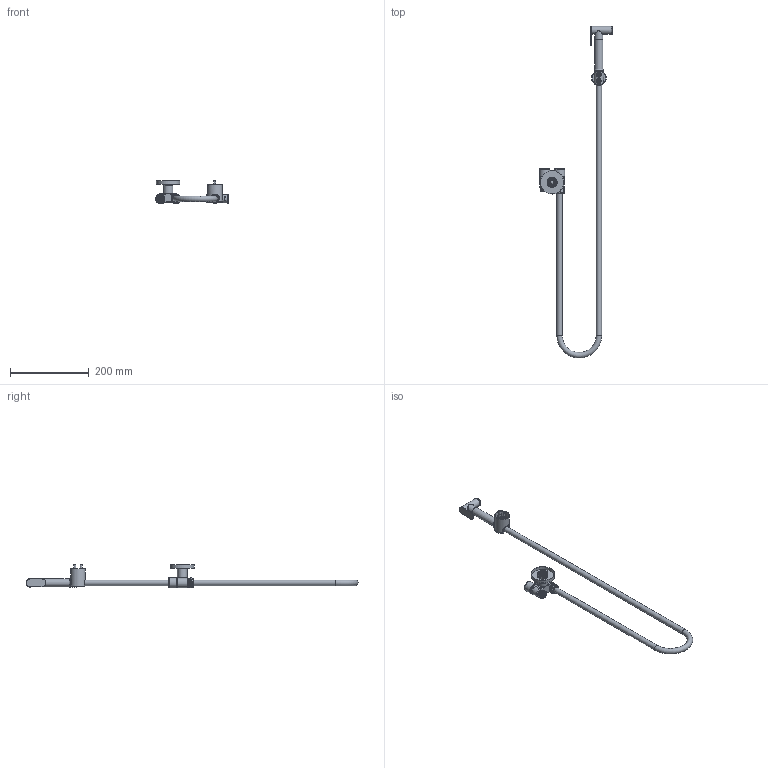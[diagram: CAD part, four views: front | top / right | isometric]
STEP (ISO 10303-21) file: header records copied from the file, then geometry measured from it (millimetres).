
FILE_DESCRIPTION(/* description */ (''),/* implementation_level */ '2;1');
FILE_NAME(/* name */ '9054',/* time_stamp */ '2023-02-20T12:27:29+08:00',/* author */ (''),/* organization */ (''),/* preprocessor_version */ 'ST-DEVELOPER v9',/* originating_system */ 'EDS PLM SOLUTIONS - UNIGRAPHICS NX 2.0',/* authorisation */ '');
FILE_SCHEMA (('CONFIG_CONTROL_DESIGN'));
Length unit declared in the file: millimetre
Products named in the file (1): Admi28770949
Bounding box: 185.5 x 845.24 x 61 mm (x, y, z)
Volume: 238809.3 mm3; surface area: 173148 mm2
Topology: 30 solids, 30 shells, 1126 faces, 2835 edges, 1868 vertices
Faces by surface type: plane 732, cylinder 291, cone 42, bspline 37, torus 20, sphere 4
Full cylindrical faces by diameter (mm): 1 x24, 4 x2, 4.2 x2, 4.7 x2, 5 x2, 5.6 x2, 6.8 x6, 7 x6, 8 x4, 8.2 x2, 8.4 x2, 8.7 x2, 9.3 x6, 9.5 x5, 9.7 x2, 10 x4, 11.3 x2, 11.7 x2, 12 x4, 12.2 x4, 13 x2, 14 x3, 14.5 x1, 14.8 x1, 15 x2, 15.2 x2, 15.3 x2, 16 x4, 16.5 x2, 17 x3
Entity records: 37665 total; most frequent: CARTESIAN_POINT 11785, DIRECTION 5162, ORIENTED_EDGE 5116, EDGE_CURVE 2558, AXIS2_PLACEMENT_3D 1812, VERTEX_POINT 1804, LINE 1538, VECTOR 1538
